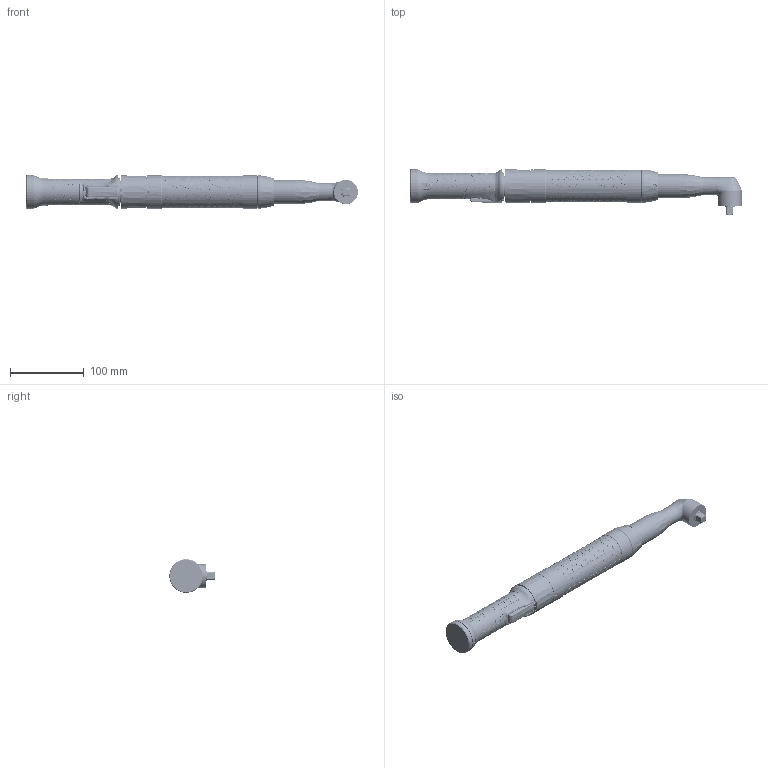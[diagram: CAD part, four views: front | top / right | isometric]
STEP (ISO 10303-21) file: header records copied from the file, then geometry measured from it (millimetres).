
FILE_DESCRIPTION((''),'2;1');
FILE_NAME('50EAN30FA3_SW0001','2017-03-27T',('D0L91'),(''),'CREO PARAMETRIC BY PTC INC, 2016050','CREO PARAMETRIC BY PTC INC, 2016050','');
FILE_SCHEMA(('CONFIG_CONTROL_DESIGN'));
Products named in the file (1): 50EAN30FA3_SW0001
Bounding box: 449.19 x 61.42 x 45.55 mm (x, y, z)
Volume: 205586.7 mm3; surface area: 181852.1 mm2
Topology: 9 solids, 9 shells, 6373 faces, 15583 edges, 9373 vertices
Faces by surface type: bspline 2288, cylinder 1637, plane 1085, extrusion 1008, cone 229, torus 113, sphere 13
Entity records: 310492 total; most frequent: CARTESIAN_POINT 181184, ORIENTED_EDGE 31144, DIRECTION 19766, EDGE_CURVE 15572, VERTEX_POINT 9373, B_SPLINE_CURVE_WITH_KNOTS 7981, AXIS2_PLACEMENT_3D 7082, EDGE_LOOP 6655
